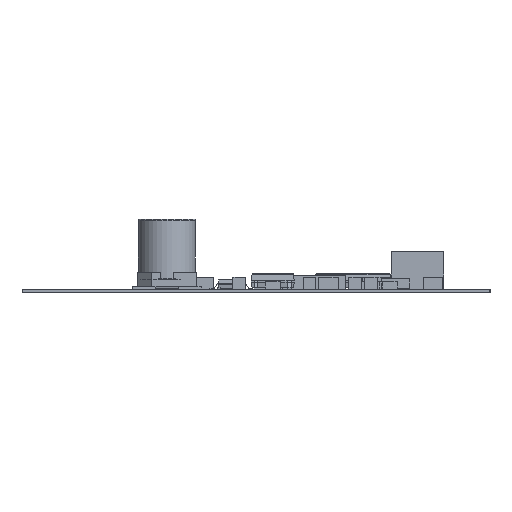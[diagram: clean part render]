
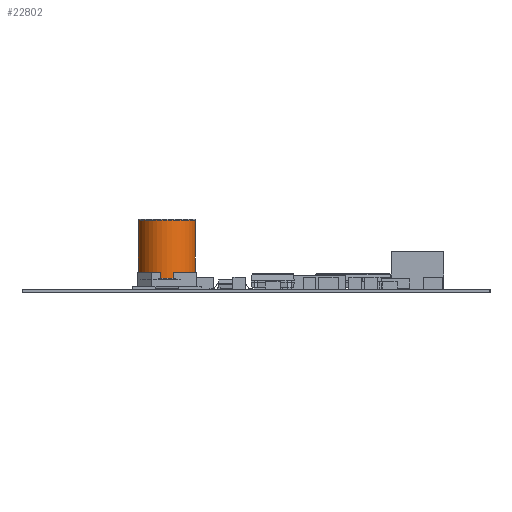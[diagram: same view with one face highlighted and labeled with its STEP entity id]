
A CAD part, left-side view. The second image highlights one B-rep face of the part: STEP entity #22802.
In plain terms, the highlighted cylindrical face has radius 3.25 mm (diameter 6.5 mm), a full revolution.
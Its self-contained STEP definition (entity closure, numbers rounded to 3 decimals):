
#22802 = ADVANCED_FACE('',(#22803),#22830,.T.);
#22803 = FACE_BOUND('',#22804,.T.);
#22804 = EDGE_LOOP('',(#22805,#22815,#22822,#22823));
#22805 = ORIENTED_EDGE('',*,*,#22806,.T.);
#22806 = EDGE_CURVE('',#22807,#22809,#22811,.T.);
#22807 = VERTEX_POINT('',#22808);
#22808 = CARTESIAN_POINT('',(3.25,0.,1.25));
#22809 = VERTEX_POINT('',#22810);
#22810 = CARTESIAN_POINT('',(3.25,0.,7.85));
#22811 = LINE('',#22812,#22813);
#22812 = CARTESIAN_POINT('',(3.25,0.,1.1));
#22813 = VECTOR('',#22814,1.);
#22814 = DIRECTION('',(0.,0.,1.));
#22815 = ORIENTED_EDGE('',*,*,#22816,.F.);
#22816 = EDGE_CURVE('',#22809,#22809,#22817,.T.);
#22817 = CIRCLE('',#22818,3.25);
#22818 = AXIS2_PLACEMENT_3D('',#22819,#22820,#22821);
#22819 = CARTESIAN_POINT('',(0.,0.,7.85));
#22820 = DIRECTION('',(0.,0.,1.));
#22821 = DIRECTION('',(1.,0.,0.));
#22822 = ORIENTED_EDGE('',*,*,#22806,.F.);
#22823 = ORIENTED_EDGE('',*,*,#22824,.T.);
#22824 = EDGE_CURVE('',#22807,#22807,#22825,.T.);
#22825 = CIRCLE('',#22826,3.25);
#22826 = AXIS2_PLACEMENT_3D('',#22827,#22828,#22829);
#22827 = CARTESIAN_POINT('',(0.,0.,1.25));
#22828 = DIRECTION('',(0.,0.,1.));
#22829 = DIRECTION('',(1.,0.,0.));
#22830 = CYLINDRICAL_SURFACE('',#22831,3.25);
#22831 = AXIS2_PLACEMENT_3D('',#22832,#22833,#22834);
#22832 = CARTESIAN_POINT('',(0.,0.,1.1));
#22833 = DIRECTION('',(0.,0.,1.));
#22834 = DIRECTION('',(1.,0.,0.));
